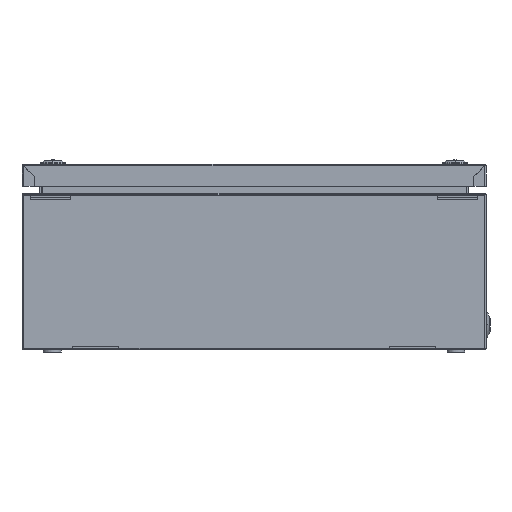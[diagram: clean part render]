
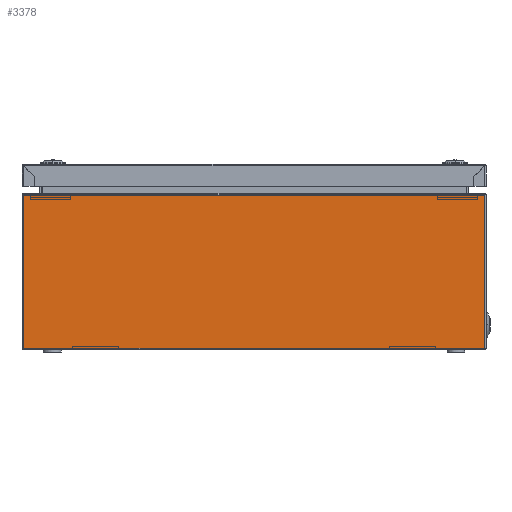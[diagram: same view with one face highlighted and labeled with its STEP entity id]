
A CAD part, left-side view. The second image highlights one B-rep face of the part: STEP entity #3378.
In plain terms, the highlighted planar face has unit normal (-1, 0, 0).
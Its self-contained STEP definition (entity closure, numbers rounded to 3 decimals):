
#3378 = ADVANCED_FACE ( 'NONE', ( #9439 ), #9440, .T. ) ;
#4364 = EDGE_CURVE ( 'NONE', #93719, #93723, #53268, .T. ) ;
#4431 = EDGE_CURVE ( 'NONE', #93751, #93743, #80532, .T. ) ;
#4711 = EDGE_CURVE ( 'NONE', #93827, #93825, #20233, .T. ) ;
#4718 = EDGE_CURVE ( 'NONE', #93751, #93788, #76872, .T. ) ;
#4721 = EDGE_CURVE ( 'NONE', #93723, #93833, #77490, .T. ) ;
#4728 = EDGE_CURVE ( 'NONE', #93743, #93719, #97517, .T. ) ;
#4731 = EDGE_CURVE ( 'NONE', #93788, #93827, #97915, .T. ) ;
#4734 = EDGE_CURVE ( 'NONE', #93833, #93825, #57106, .T. ) ;
#9431 = CARTESIAN_POINT ( 'NONE',  ( -300., 137., -722.957 ) ) ;
#9439 = FACE_OUTER_BOUND ( 'NONE', #16434, .T. ) ;
#9440 = PLANE ( 'NONE',  #25274 ) ;
#9442 = DIRECTION ( 'NONE',  ( -1., 0., 0. ) ) ;
#9443 = DIRECTION ( 'NONE',  ( 0., 0., 1. ) ) ;
#11448 = ORIENTED_EDGE ( 'NONE', *, *, #4728, .F. ) ;
#11450 = ORIENTED_EDGE ( 'NONE', *, *, #4431, .F. ) ;
#11452 = ORIENTED_EDGE ( 'NONE', *, *, #4718, .T. ) ;
#11454 = ORIENTED_EDGE ( 'NONE', *, *, #4731, .T. ) ;
#11456 = ORIENTED_EDGE ( 'NONE', *, *, #4711, .T. ) ;
#11458 = ORIENTED_EDGE ( 'NONE', *, *, #4734, .F. ) ;
#11460 = ORIENTED_EDGE ( 'NONE', *, *, #4721, .F. ) ;
#11462 = ORIENTED_EDGE ( 'NONE', *, *, #4364, .F. ) ;
#16434 = EDGE_LOOP ( 'NONE', ( #11448, #11450, #11452, #11454, #11456, #11458, #11460, #11462 ) ) ;
#20233 = LINE ( 'NONE', #20235, #25774 ) ;
#20235 = CARTESIAN_POINT ( 'NONE',  ( -300., 137., 0.1 ) ) ;
#20237 = DIRECTION ( 'NONE',  ( 0., -1., 0. ) ) ;
#25274 = AXIS2_PLACEMENT_3D ( 'NONE', #9431, #9442, #9443 ) ;
#25618 = VECTOR ( 'NONE', #53272, 1000. ) ;
#25654 = VECTOR ( 'NONE', #80536, 1000. ) ;
#25774 = VECTOR ( 'NONE', #20237, 1000. ) ;
#25776 = VECTOR ( 'NONE', #76874, 1000. ) ;
#25777 = VECTOR ( 'NONE', #77494, 1000. ) ;
#25780 = VECTOR ( 'NONE', #97519, 1000. ) ;
#25781 = VECTOR ( 'NONE', #97917, 1000. ) ;
#25782 = VECTOR ( 'NONE', #57108, 1000. ) ;
#36826 = CARTESIAN_POINT ( 'NONE',  ( -300., -149., 98.943 ) ) ;
#36828 = CARTESIAN_POINT ( 'NONE',  ( -300., -149., 1.143 ) ) ;
#36839 = CARTESIAN_POINT ( 'NONE',  ( -300., 149., 98.943 ) ) ;
#36843 = CARTESIAN_POINT ( 'NONE',  ( -300., 149., 1.143 ) ) ;
#36863 = CARTESIAN_POINT ( 'NONE',  ( -300., 148.75, 1.143 ) ) ;
#36879 = CARTESIAN_POINT ( 'NONE',  ( -300., -148.75, 0.1 ) ) ;
#36880 = CARTESIAN_POINT ( 'NONE',  ( -300., 148.75, 0.1 ) ) ;
#36882 = CARTESIAN_POINT ( 'NONE',  ( -300., -148.75, 1.143 ) ) ;
#53268 = LINE ( 'NONE', #53270, #25618 ) ;
#53270 = CARTESIAN_POINT ( 'NONE',  ( -300., -149., 99.043 ) ) ;
#53272 = DIRECTION ( 'NONE',  ( 0., 0., -1. ) ) ;
#57106 = LINE ( 'NONE', #57107, #25782 ) ;
#57107 = CARTESIAN_POINT ( 'NONE',  ( -300., -148.75, -298.957 ) ) ;
#57108 = DIRECTION ( 'NONE',  ( 0., 0., -1. ) ) ;
#76872 = LINE ( 'NONE', #76873, #25776 ) ;
#76873 = CARTESIAN_POINT ( 'NONE',  ( -300., -785.471, 1.143 ) ) ;
#76874 = DIRECTION ( 'NONE',  ( 0., -1., 0. ) ) ;
#77490 = LINE ( 'NONE', #77492, #25777 ) ;
#77492 = CARTESIAN_POINT ( 'NONE',  ( -300., -785.471, 1.143 ) ) ;
#77494 = DIRECTION ( 'NONE',  ( 0., 1., 0. ) ) ;
#80532 = LINE ( 'NONE', #80534, #25654 ) ;
#80534 = CARTESIAN_POINT ( 'NONE',  ( -300., 149., 99.043 ) ) ;
#80536 = DIRECTION ( 'NONE',  ( 0., 0., 1. ) ) ;
#93719 = VERTEX_POINT ( 'NONE', #36826 ) ;
#93723 = VERTEX_POINT ( 'NONE', #36828 ) ;
#93743 = VERTEX_POINT ( 'NONE', #36839 ) ;
#93751 = VERTEX_POINT ( 'NONE', #36843 ) ;
#93788 = VERTEX_POINT ( 'NONE', #36863 ) ;
#93825 = VERTEX_POINT ( 'NONE', #36879 ) ;
#93827 = VERTEX_POINT ( 'NONE', #36880 ) ;
#93833 = VERTEX_POINT ( 'NONE', #36882 ) ;
#97517 = LINE ( 'NONE', #97518, #25780 ) ;
#97518 = CARTESIAN_POINT ( 'NONE',  ( -300., 137., 98.943 ) ) ;
#97519 = DIRECTION ( 'NONE',  ( 0., -1., 0. ) ) ;
#97915 = LINE ( 'NONE', #97916, #25781 ) ;
#97916 = CARTESIAN_POINT ( 'NONE',  ( -300., 148.75, -298.957 ) ) ;
#97917 = DIRECTION ( 'NONE',  ( 0., 0., -1. ) ) ;
